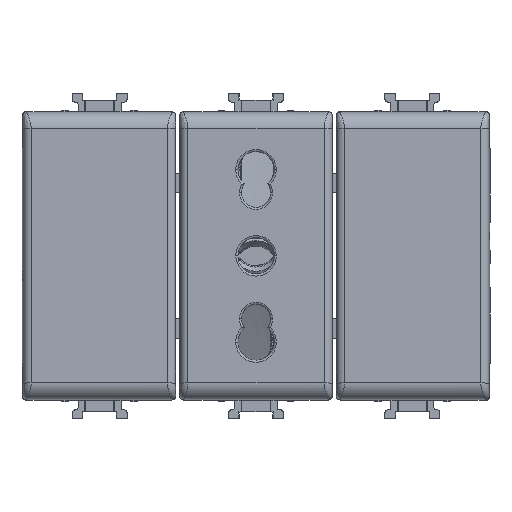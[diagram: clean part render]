
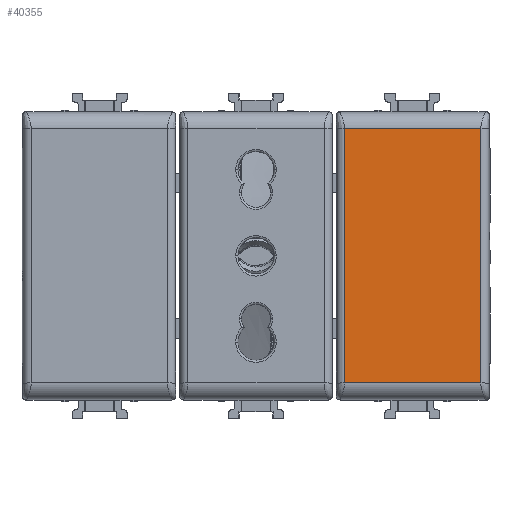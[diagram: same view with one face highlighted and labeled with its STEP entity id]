
A CAD part, top view. The second image highlights one B-rep face of the part: STEP entity #40355.
In plain terms, the highlighted planar face has unit normal (0, 0, 1).
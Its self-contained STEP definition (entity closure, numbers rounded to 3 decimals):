
#1401 = VECTOR ( 'NONE', #27974, 1000. ) ;
#3022 = VECTOR ( 'NONE', #32618, 1000. ) ;
#7138 = ORIENTED_EDGE ( 'NONE', *, *, #69012, .T. ) ;
#11137 = CARTESIAN_POINT ( 'NONE',  ( -22.065, 0., 10.5 ) ) ;
#11554 = VERTEX_POINT ( 'NONE', #82017 ) ;
#12783 = LINE ( 'NONE', #11137, #1401 ) ;
#15447 = ORIENTED_EDGE ( 'NONE', *, *, #64948, .T. ) ;
#18320 = CARTESIAN_POINT ( 'NONE',  ( -22.065, -19.176, 10.5 ) ) ;
#27410 = EDGE_CURVE ( 'NONE', #36897, #30128, #12783, .T. ) ;
#27974 = DIRECTION ( 'NONE',  ( 0., -1., 0. ) ) ;
#30128 = VERTEX_POINT ( 'NONE', #18320 ) ;
#30355 = EDGE_LOOP ( 'NONE', ( #15447, #42336, #7138, #89786 ) ) ;
#30773 = EDGE_CURVE ( 'NONE', #73520, #11554, #49460, .T. ) ;
#32618 = DIRECTION ( 'NONE',  ( 1., 0., 0. ) ) ;
#34633 = PLANE ( 'NONE',  #65944 ) ;
#36897 = VERTEX_POINT ( 'NONE', #73014 ) ;
#40355 = ADVANCED_FACE ( 'NONE', ( #71437 ), #34633, .T. ) ;
#42336 = ORIENTED_EDGE ( 'NONE', *, *, #27410, .T. ) ;
#49460 = LINE ( 'NONE', #75245, #75383 ) ;
#51436 = DIRECTION ( 'NONE',  ( 1., 0., 0. ) ) ;
#57265 = CARTESIAN_POINT ( 'NONE',  ( 0., 19.176, 10.5 ) ) ;
#62458 = DIRECTION ( 'NONE',  ( 0., 0., 1. ) ) ;
#64948 = EDGE_CURVE ( 'NONE', #11554, #36897, #92059, .T. ) ;
#65944 = AXIS2_PLACEMENT_3D ( 'NONE', #93521, #62458, #51436 ) ;
#67369 = DIRECTION ( 'NONE',  ( -1., 0., 0. ) ) ;
#69012 = EDGE_CURVE ( 'NONE', #30128, #73520, #92609, .T. ) ;
#71437 = FACE_OUTER_BOUND ( 'NONE', #30355, .T. ) ;
#73014 = CARTESIAN_POINT ( 'NONE',  ( -22.065, 19.176, 10.5 ) ) ;
#73520 = VERTEX_POINT ( 'NONE', #100524 ) ;
#75245 = CARTESIAN_POINT ( 'NONE',  ( -1.471, 0., 10.5 ) ) ;
#75383 = VECTOR ( 'NONE', #109446, 1000. ) ;
#79843 = VECTOR ( 'NONE', #67369, 1000. ) ;
#82017 = CARTESIAN_POINT ( 'NONE',  ( -1.471, 19.176, 10.5 ) ) ;
#89786 = ORIENTED_EDGE ( 'NONE', *, *, #30773, .T. ) ;
#92059 = LINE ( 'NONE', #57265, #79843 ) ;
#92609 = LINE ( 'NONE', #102126, #3022 ) ;
#93521 = CARTESIAN_POINT ( 'NONE',  ( 0., 0., 10.5 ) ) ;
#100524 = CARTESIAN_POINT ( 'NONE',  ( -1.471, -19.176, 10.5 ) ) ;
#102126 = CARTESIAN_POINT ( 'NONE',  ( 0., -19.176, 10.5 ) ) ;
#109446 = DIRECTION ( 'NONE',  ( 0., 1., 0. ) ) ;
